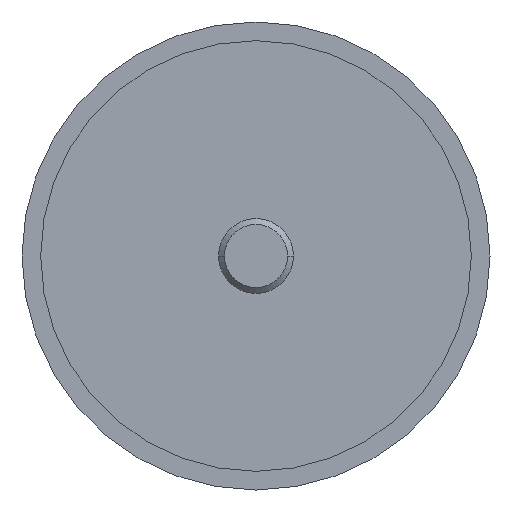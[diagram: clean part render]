
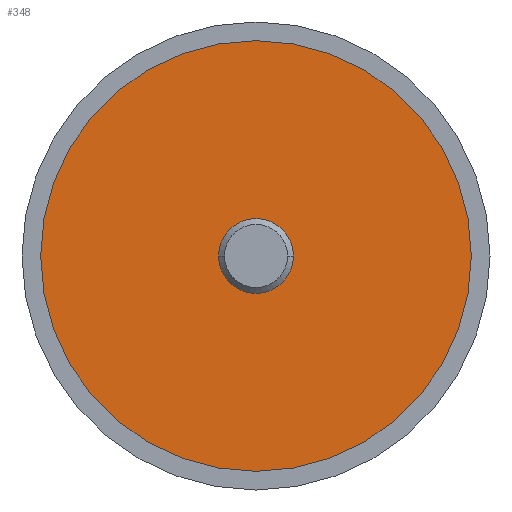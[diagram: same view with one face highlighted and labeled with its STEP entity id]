
A CAD part, front view. The second image highlights one B-rep face of the part: STEP entity #348.
In plain terms, the highlighted planar face has unit normal (0, -1, 0).
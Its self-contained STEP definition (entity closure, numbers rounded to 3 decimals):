
#166=VERTEX_POINT('',#414);
#168=VERTEX_POINT('',#416);
#172=EDGE_CURVE('',#308,#358,#420,.T.);
#222=EDGE_CURVE('',#168,#166,#473,.T.);
#258=EDGE_CURVE('',#166,#168,#517,.T.);
#308=VERTEX_POINT('',#572);
#334=EDGE_CURVE('',#358,#308,#602,.T.);
#348=ADVANCED_FACE('',(#617,#618),#619,.T.);
#358=VERTEX_POINT('',#631);
#414=CARTESIAN_POINT('',(-6.0,0.0,0.));
#416=CARTESIAN_POINT('',(6.0,0.0,0.));
#420=CIRCLE('',#695,34.5);
#473=CIRCLE('',#767,6.0);
#517=CIRCLE('',#819,6.0);
#572=CARTESIAN_POINT('',(-34.5,0.0,0.));
#602=CIRCLE('',#929,34.5);
#617=FACE_BOUND('',#951,.T.);
#618=FACE_OUTER_BOUND('',#952,.T.);
#619=PLANE('',#953);
#631=CARTESIAN_POINT('',(34.5,0.0,0.0));
#695=AXIS2_PLACEMENT_3D('',#1012,#1013,#1014);
#767=AXIS2_PLACEMENT_3D('',#1071,#1072,#1073);
#819=AXIS2_PLACEMENT_3D('',#1142,#1143,#1144);
#929=AXIS2_PLACEMENT_3D('',#1247,#1248,#1249);
#951=EDGE_LOOP('',(#1270,#1271));
#952=EDGE_LOOP('',(#1272,#1273));
#953=AXIS2_PLACEMENT_3D('',#1274,#1275,#1276);
#1012=CARTESIAN_POINT('',(0.0,0.0,0.0));
#1013=DIRECTION('',(0.0,-1.0,0.0));
#1014=DIRECTION('',(1.0,0.0,0.0));
#1071=CARTESIAN_POINT('',(0.0,0.0,0.0));
#1072=DIRECTION('',(-0.0,1.0,0.0));
#1073=DIRECTION('',(1.0,0.0,0.0));
#1142=CARTESIAN_POINT('',(0.0,0.0,0.0));
#1143=DIRECTION('',(-0.0,1.0,0.0));
#1144=DIRECTION('',(1.0,0.0,0.0));
#1247=CARTESIAN_POINT('',(0.0,0.0,0.0));
#1248=DIRECTION('',(0.0,-1.0,0.0));
#1249=DIRECTION('',(1.0,0.0,0.0));
#1270=ORIENTED_EDGE('',*,*,#258,.T.);
#1271=ORIENTED_EDGE('',*,*,#222,.T.);
#1272=ORIENTED_EDGE('',*,*,#334,.T.);
#1273=ORIENTED_EDGE('',*,*,#172,.T.);
#1274=CARTESIAN_POINT('',(0.0,0.0,0.0));
#1275=DIRECTION('',(0.0,-1.0,0.0));
#1276=DIRECTION('',(-1.0,0.0,0.0));
